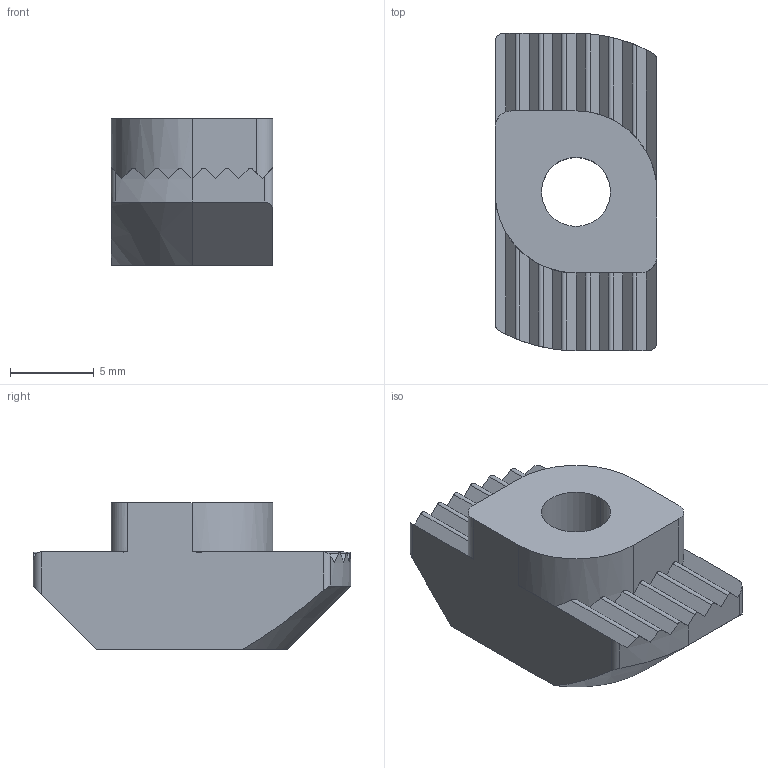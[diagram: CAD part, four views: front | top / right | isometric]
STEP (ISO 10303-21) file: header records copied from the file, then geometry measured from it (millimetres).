
FILE_DESCRIPTION (( 'STEP AP203' ), '1' );
FILE_NAME ('412530283_c_1.STEP', '2023-01-08T06:07:41', ( '' ), ( '' ), 'SwSTEP 2.0', 'SolidWorks 2014', '' );
FILE_SCHEMA (( 'CONFIG_CONTROL_DESIGN' ));
Length unit declared in the file: millimetre
Products named in the file (1): 412530283_c_1
Bounding box: 9.7 x 19 x 8.8 mm (x, y, z)
Volume: 1006.9 mm3; surface area: 828.9 mm2
Topology: 1 solids, 1 shells, 64 faces, 180 edges, 118 vertices
Faces by surface type: plane 38, cylinder 24, cone 2
Entity records: 2171 total; most frequent: CARTESIAN_POINT 557, ORIENTED_EDGE 360, DIRECTION 280, EDGE_CURVE 180, VERTEX_POINT 118, VECTOR 102, LINE 102, AXIS2_PLACEMENT_3D 89
